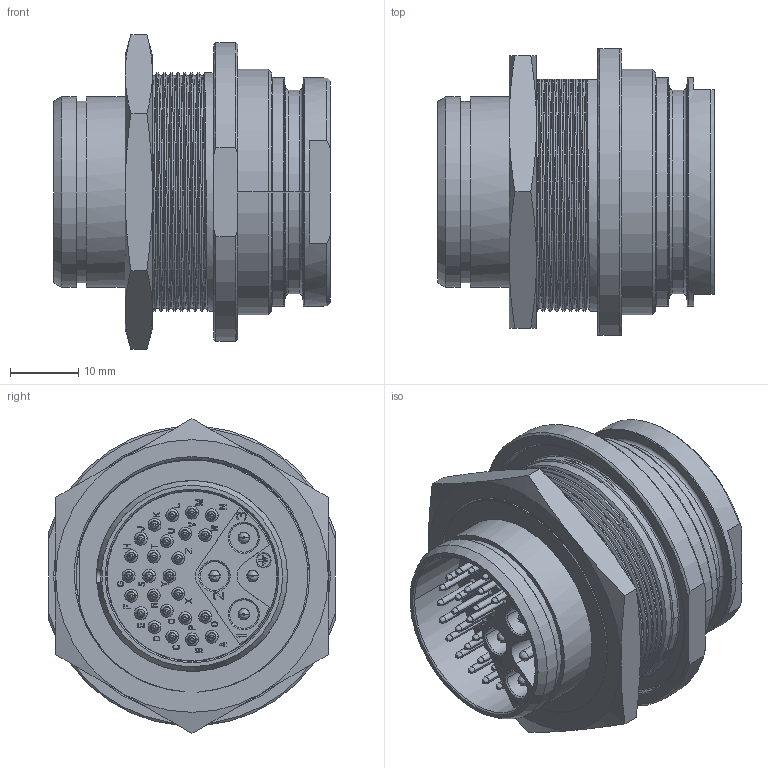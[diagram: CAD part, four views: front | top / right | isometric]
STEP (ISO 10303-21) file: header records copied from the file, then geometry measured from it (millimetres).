
FILE_DESCRIPTION((''),'2;1');
FILE_NAME('1331EVR529MS','2024-07-24T08:19:02',('paultorloting'),('NET AG system integration'),'CREO PARAMETRIC BY PTC INC, 2021404','CREO PARAMETRIC BY PTC INC, 2021404','');
FILE_SCHEMA(('AUTOMOTIVE_DESIGN { 1 0 10303 214 1 1 1 1 }'));
Length unit declared in the file: millimetre
Products named in the file (1): 1331EVR529MS
Bounding box: 40.6 x 42 x 46.19 mm (x, y, z)
Volume: 22548.9 mm3; surface area: 22304.1 mm2
Topology: 1 solids, 10 shells, 2929 faces, 7572 edges, 4950 vertices
Faces by surface type: plane 1956, cylinder 595, cone 187, bspline 137, torus 54
Entity records: 123759 total; most frequent: CARTESIAN_POINT 33327, ORIENTED_EDGE 15132, DIRECTION 14311, EDGE_CURVE 7566, VECTOR 5300, LINE 5300, VERTEX_POINT 4950, AXIS2_PLACEMENT_3D 4504
